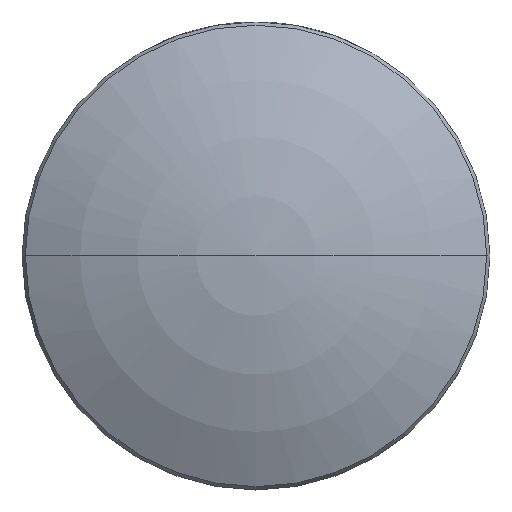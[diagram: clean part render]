
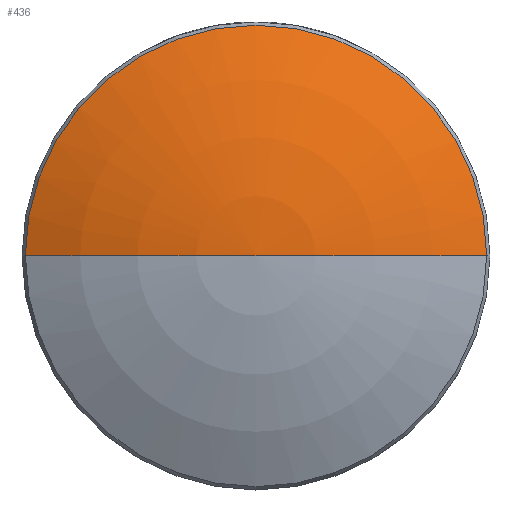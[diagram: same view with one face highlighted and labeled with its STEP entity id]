
A CAD part, top view. The second image highlights one B-rep face of the part: STEP entity #436.
In plain terms, the highlighted toroidal (fillet/blend) face has major radius 0.004 mm and minor radius 13.8 mm.
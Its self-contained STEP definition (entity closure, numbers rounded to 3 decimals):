
#40 = ORIENTED_EDGE ( 'NONE', *, *, #242, .F. ) ;
#180 = TOROIDAL_SURFACE ( 'NONE', #1276, -0.004, 13.8 ) ;
#185 = EDGE_LOOP ( 'NONE', ( #680, #1522, #40 ) ) ;
#201 = DIRECTION ( 'NONE',  ( 0., 0., -1. ) ) ;
#242 = EDGE_CURVE ( 'NONE', #538, #743, #1386, .T. ) ;
#391 = CIRCLE ( 'NONE', #499, 13.8 ) ;
#436 = ADVANCED_FACE ( 'NONE', ( #1118 ), #180, .T. ) ;
#489 = DIRECTION ( 'NONE',  ( 0., -1., 0. ) ) ;
#499 = AXIS2_PLACEMENT_3D ( 'NONE', #552, #706, #850 ) ;
#538 = VERTEX_POINT ( 'NONE', #1251 ) ;
#546 = CARTESIAN_POINT ( 'NONE',  ( 0., 0., 1.675 ) ) ;
#552 = CARTESIAN_POINT ( 'NONE',  ( 0.004, 0., -12.125 ) ) ;
#657 = CARTESIAN_POINT ( 'NONE',  ( -6.262, 0., 0.17 ) ) ;
#680 = ORIENTED_EDGE ( 'NONE', *, *, #1297, .T. ) ;
#706 = DIRECTION ( 'NONE',  ( 0., 1., 0. ) ) ;
#727 = VERTEX_POINT ( 'NONE', #657 ) ;
#743 = VERTEX_POINT ( 'NONE', #546 ) ;
#757 = EDGE_CURVE ( 'NONE', #727, #743, #391, .T. ) ;
#799 = AXIS2_PLACEMENT_3D ( 'NONE', #1173, #1449, #1299 ) ;
#850 = DIRECTION ( 'NONE',  ( -1., 0., 0. ) ) ;
#941 = CARTESIAN_POINT ( 'NONE',  ( -0.004, 0., -12.125 ) ) ;
#1020 = DIRECTION ( 'NONE',  ( 0., 0., 1. ) ) ;
#1118 = FACE_OUTER_BOUND ( 'NONE', #185, .T. ) ;
#1141 = AXIS2_PLACEMENT_3D ( 'NONE', #941, #489, #201 ) ;
#1173 = CARTESIAN_POINT ( 'NONE',  ( 0., 0., 0.17 ) ) ;
#1208 = CIRCLE ( 'NONE', #799, 6.262 ) ;
#1251 = CARTESIAN_POINT ( 'NONE',  ( 6.262, 0., 0.17 ) ) ;
#1276 = AXIS2_PLACEMENT_3D ( 'NONE', #1947, #1020, #1476 ) ;
#1297 = EDGE_CURVE ( 'NONE', #538, #727, #1208, .T. ) ;
#1299 = DIRECTION ( 'NONE',  ( -1., 0., 0. ) ) ;
#1386 = CIRCLE ( 'NONE', #1141, 13.8 ) ;
#1449 = DIRECTION ( 'NONE',  ( 0., 0., 1. ) ) ;
#1476 = DIRECTION ( 'NONE',  ( 1., 0., 0. ) ) ;
#1522 = ORIENTED_EDGE ( 'NONE', *, *, #757, .T. ) ;
#1947 = CARTESIAN_POINT ( 'NONE',  ( 0., 0., -12.125 ) ) ;
